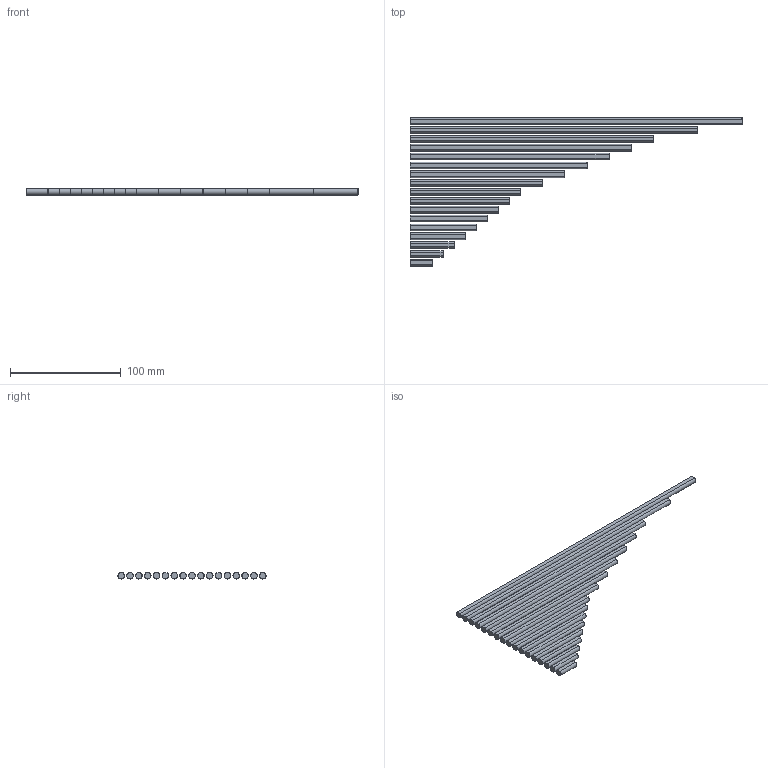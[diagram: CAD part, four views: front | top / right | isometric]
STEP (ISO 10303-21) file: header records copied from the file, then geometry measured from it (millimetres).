
FILE_DESCRIPTION( ( '' ), ' ' );
FILE_NAME( '5a2ade695214870eedd3ec62.step', '2017-12-08T18:48:09', ( '' ), ( '' ), ' ', ' ', ' ' );
FILE_SCHEMA( ( 'AUTOMOTIVE_DESIGN { 1 0 10303 214 1 1 1 1 }' ) );
Length unit declared in the file: metre
Products named in the file (17): 2101-0006-0300; 2101-0006-0260; 2101-0006-0220; 2101-0006-0200; 2101-0006-0180; 2101-0006-0160; 2101-0006-0140; 2101-0006-0120; 2101-0006-0100; 2101-0006-0090; 2101-0006-0080; 2101-0006-0070; 2101-0006-0060; 2101-0006-0050; 2101-0006-0040; 2101-0006-0030; 2101-0006-0020
Bounding box: 300 x 134 x 5.5 mm (x, y, z)
Volume: 57551.7 mm3; surface area: 40426.1 mm2
Topology: 17 solids, 17 shells, 102 faces, 204 edges, 136 vertices
Faces by surface type: plane 51, cone 34, cylinder 17
Entity records: 3716 total; most frequent: CARTESIAN_POINT 663, DIRECTION 442, ORIENTED_EDGE 408, EDGE_CURVE 204, AXIS2_PLACEMENT_3D 187, VERTEX_POINT 136, STYLED_ITEM 102, PRESENTATION_STYLE_ASSIGNMENT 102
